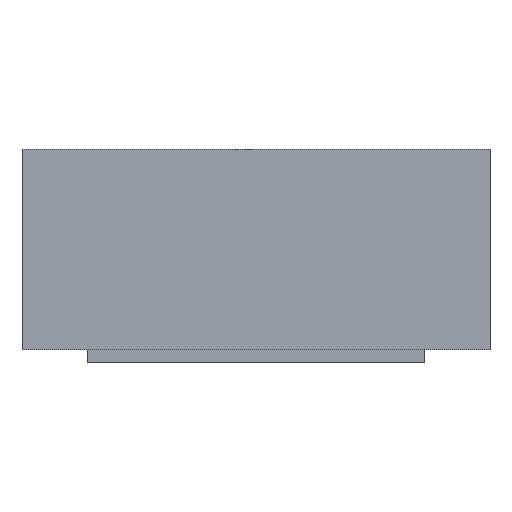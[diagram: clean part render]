
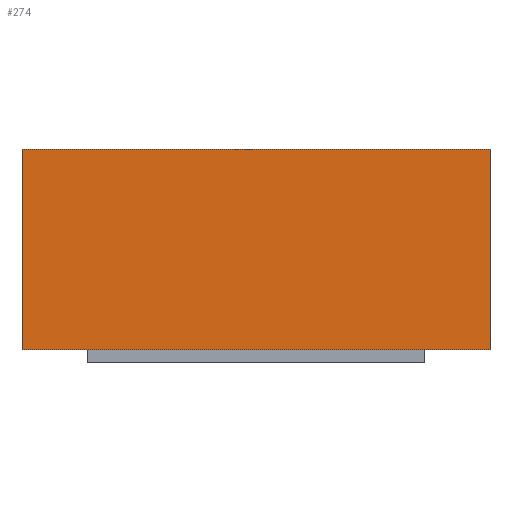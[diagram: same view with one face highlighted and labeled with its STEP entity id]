
A CAD part, front view. The second image highlights one B-rep face of the part: STEP entity #274.
In plain terms, the highlighted planar face has unit normal (0, -1, 0).
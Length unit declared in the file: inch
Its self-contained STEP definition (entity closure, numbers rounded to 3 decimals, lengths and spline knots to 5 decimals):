
#5=DIRECTION('',(1.,0.,0.));
#6=VECTOR('',#5,0.70866);
#7=CARTESIAN_POINT('',(-0.35433,-2.95276,0.));
#8=LINE('',#7,#6);
#41=DIRECTION('',(0.,0.,1.));
#42=VECTOR('',#41,0.30315);
#43=CARTESIAN_POINT('',(0.35433,-2.95276,0.));
#44=LINE('',#43,#42);
#45=DIRECTION('',(0.,0.,1.));
#46=VECTOR('',#45,0.30315);
#47=CARTESIAN_POINT('',(-0.35433,-2.95276,0.));
#48=LINE('',#47,#46);
#61=DIRECTION('',(1.,0.,0.));
#62=VECTOR('',#61,0.70866);
#63=CARTESIAN_POINT('',(-0.35433,-2.95276,
0.30315));
#64=LINE('',#63,#62);
#146=CARTESIAN_POINT('',(-0.35433,-2.95276,0.));
#148=VERTEX_POINT('',#146);
#149=CARTESIAN_POINT('',(0.35433,-2.95276,0.));
#150=VERTEX_POINT('',#149);
#154=CARTESIAN_POINT('',(-0.35433,-2.95276,
0.30315));
#156=VERTEX_POINT('',#154);
#157=CARTESIAN_POINT('',(0.35433,-2.95276,
0.30315));
#158=VERTEX_POINT('',#157);
#262=CARTESIAN_POINT('',(-0.35433,-2.95276,0.));
#263=DIRECTION('',(0.,-1.,0.));
#264=DIRECTION('',(1.,0.,0.));
#265=AXIS2_PLACEMENT_3D('',#262,#263,#264);
#266=PLANE('',#265);
#267=ORIENTED_EDGE('',*,*,#200,.F.);
#268=ORIENTED_EDGE('',*,*,#229,.T.);
#270=ORIENTED_EDGE('',*,*,#269,.T.);
#271=ORIENTED_EDGE('',*,*,#254,.F.);
#272=EDGE_LOOP('',(#267,#268,#270,#271));
#273=FACE_OUTER_BOUND('',#272,.F.);
#274=ADVANCED_FACE('',(#273),#266,.T.);
#200=EDGE_CURVE('',#148,#150,#8,.T.);
#229=EDGE_CURVE('',#148,#156,#48,.T.);
#254=EDGE_CURVE('',#150,#158,#44,.T.);
#269=EDGE_CURVE('',#156,#158,#64,.T.);
